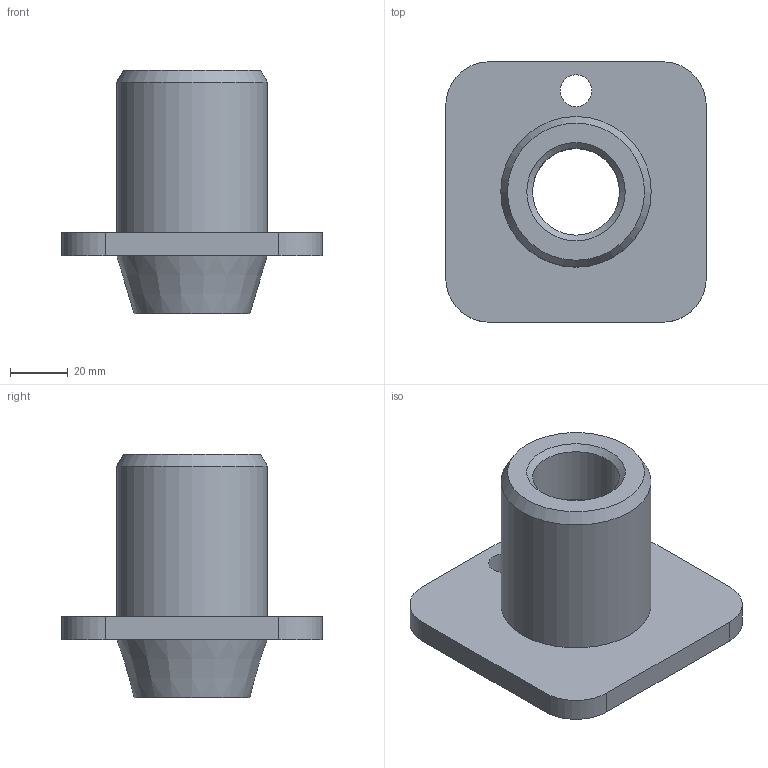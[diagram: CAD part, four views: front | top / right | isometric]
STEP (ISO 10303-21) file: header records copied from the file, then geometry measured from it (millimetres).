
FILE_DESCRIPTION(('FreeCAD Model'),'2;1');
FILE_NAME('Open CASCADE Shape Model','2021-12-11T12:48:36',('Author'),( ''),'Open CASCADE STEP processor 7.4','FreeCAD','Unknown');
FILE_SCHEMA(('AUTOMOTIVE_DESIGN { 1 0 10303 214 1 1 1 1 }'));
Length unit declared in the file: millimetre
Products named in the file (1): Bauteil
Bounding box: 90 x 90 x 84 mm (x, y, z)
Volume: 143562.6 mm3; surface area: 37381.2 mm2
Topology: 1 solids, 1 shells, 25 faces, 52 edges, 33 vertices
Faces by surface type: plane 10, cylinder 9, cone 4, torus 2
Full cylindrical faces by diameter (mm): 11 x1, 30 x2, 40 x1, 52 x1
Entity records: 1419 total; most frequent: CARTESIAN_POINT 301, DIRECTION 219, LINE 107, VECTOR 107, ORIENTED_EDGE 104, PCURVE 104, DEFINITIONAL_REPRESENTATION 104, AXIS2_PLACEMENT_3D 53
